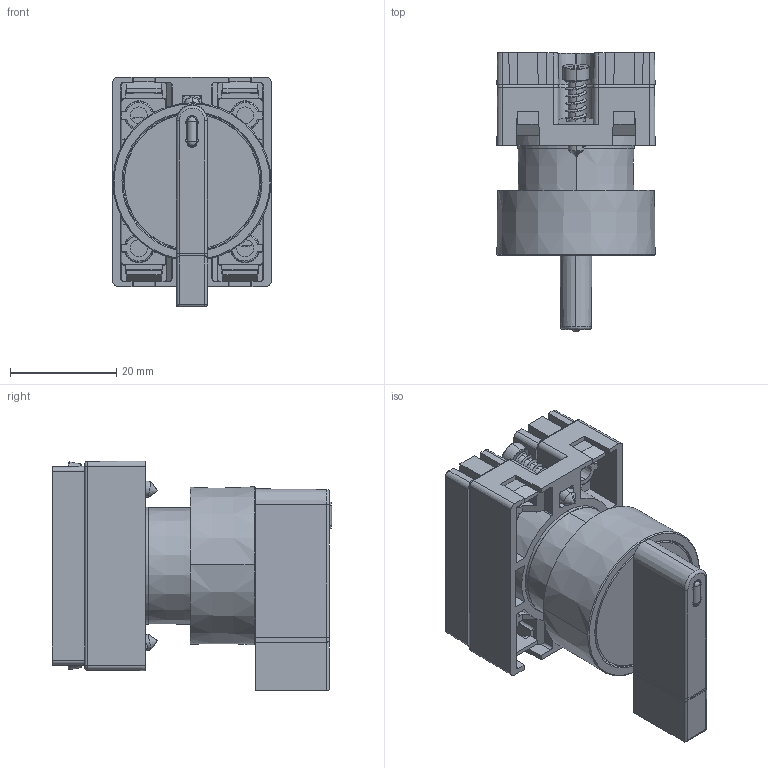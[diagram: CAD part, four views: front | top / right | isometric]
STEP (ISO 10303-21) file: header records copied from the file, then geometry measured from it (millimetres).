
FILE_DESCRIPTION (( 'STEP AP214' ), '1' );
FILE_NAME ('ECP3350.step', '2018-03-21T18:58:29', ( '' ), ( '' ), 'SwSTEP 2.0', 'SolidWorks 2017', '' );
FILE_SCHEMA (( 'AUTOMOTIVE_DESIGN' ));
Length unit declared in the file: inch
Products named in the file (1): ECP3350
Bounding box: 29.8 x 52.6 x 43.33 mm (x, y, z)
Volume: 18747.5 mm3; surface area: 20888 mm2
Topology: 9 solids, 9 shells, 850 faces, 2304 edges, 1493 vertices
Faces by surface type: plane 410, cone 194, cylinder 161, bspline 81, torus 4
Entity records: 43000 total; most frequent: CARTESIAN_POINT 11327, ORIENTED_EDGE 4598, DIRECTION 3965, EDGE_CURVE 2299, VERTEX_POINT 1493, AXIS2_PLACEMENT_3D 1373, VECTOR 1219, LINE 1219
